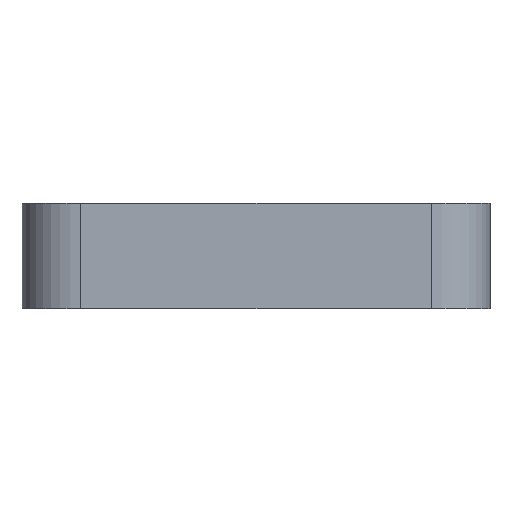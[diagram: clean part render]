
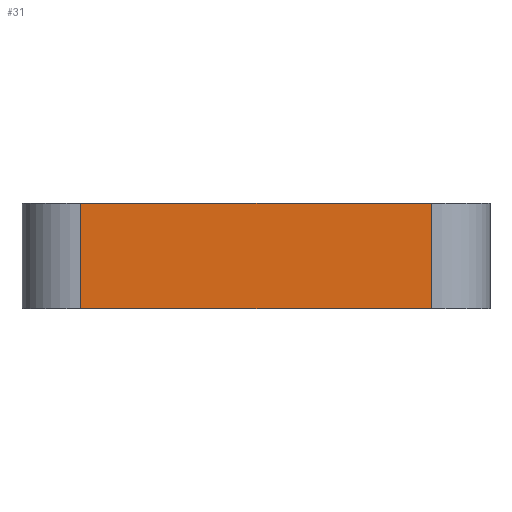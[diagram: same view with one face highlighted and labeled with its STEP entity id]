
A CAD part, left-side view. The second image highlights one B-rep face of the part: STEP entity #31.
In plain terms, the highlighted planar face has unit normal (-1, 0, 0).
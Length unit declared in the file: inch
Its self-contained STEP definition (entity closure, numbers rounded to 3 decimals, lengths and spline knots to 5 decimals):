
#1 = VERTEX_POINT ( 'NONE', #654 ) ;
#25 = ORIENTED_EDGE ( 'NONE', *, *, #779, .F. ) ;
#31 = ADVANCED_FACE ( 'NONE', ( #698 ), #1056, .F. ) ;
#72 = DIRECTION ( 'NONE',  ( 0., -1., 0. ) ) ;
#75 = CARTESIAN_POINT ( 'NONE',  ( -1.89435, 0.96175, 0.45 ) ) ;
#84 = LINE ( 'NONE', #1058, #1074 ) ;
#115 = ORIENTED_EDGE ( 'NONE', *, *, #1043, .T. ) ;
#122 = ORIENTED_EDGE ( 'NONE', *, *, #921, .T. ) ;
#159 = DIRECTION ( 'NONE',  ( 0., 0., -1. ) ) ;
#164 = LINE ( 'NONE', #681, #619 ) ;
#184 = VERTEX_POINT ( 'NONE', #904 ) ;
#230 = CARTESIAN_POINT ( 'NONE',  ( -1.89435, -0.78825, 0. ) ) ;
#260 = ORIENTED_EDGE ( 'NONE', *, *, #504, .T. ) ;
#304 = LINE ( 'NONE', #1036, #838 ) ;
#331 = DIRECTION ( 'NONE',  ( 1., 0., 0. ) ) ;
#504 = EDGE_CURVE ( 'NONE', #527, #1, #164, .T. ) ;
#527 = VERTEX_POINT ( 'NONE', #230 ) ;
#553 = CARTESIAN_POINT ( 'NONE',  ( -1.89435, 0.71175, 0.45 ) ) ;
#563 = VERTEX_POINT ( 'NONE', #624 ) ;
#619 = VECTOR ( 'NONE', #772, 39.37008 ) ;
#624 = CARTESIAN_POINT ( 'NONE',  ( -1.89435, 0.71175, 0. ) ) ;
#654 = CARTESIAN_POINT ( 'NONE',  ( -1.89435, -0.78825, 0.45 ) ) ;
#656 = AXIS2_PLACEMENT_3D ( 'NONE', #75, #331, #159 ) ;
#681 = CARTESIAN_POINT ( 'NONE',  ( -1.89435, -0.78825, 0.45 ) ) ;
#698 = FACE_OUTER_BOUND ( 'NONE', #1140, .T. ) ;
#763 = DIRECTION ( 'NONE',  ( 0., -1., 0. ) ) ;
#772 = DIRECTION ( 'NONE',  ( 0., 0., 1. ) ) ;
#779 = EDGE_CURVE ( 'NONE', #184, #1, #304, .T. ) ;
#838 = VECTOR ( 'NONE', #763, 39.37008 ) ;
#904 = CARTESIAN_POINT ( 'NONE',  ( -1.89435, 0.71175, 0.45 ) ) ;
#912 = DIRECTION ( 'NONE',  ( 0., 0., -1. ) ) ;
#921 = EDGE_CURVE ( 'NONE', #563, #527, #84, .T. ) ;
#1005 = LINE ( 'NONE', #553, #1092 ) ;
#1036 = CARTESIAN_POINT ( 'NONE',  ( -1.89435, 0.96175, 0.45 ) ) ;
#1043 = EDGE_CURVE ( 'NONE', #184, #563, #1005, .T. ) ;
#1056 = PLANE ( 'NONE',  #656 ) ;
#1058 = CARTESIAN_POINT ( 'NONE',  ( -1.89435, 0.96175, 0. ) ) ;
#1074 = VECTOR ( 'NONE', #72, 39.37008 ) ;
#1092 = VECTOR ( 'NONE', #912, 39.37008 ) ;
#1140 = EDGE_LOOP ( 'NONE', ( #122, #260, #25, #115 ) ) ;
